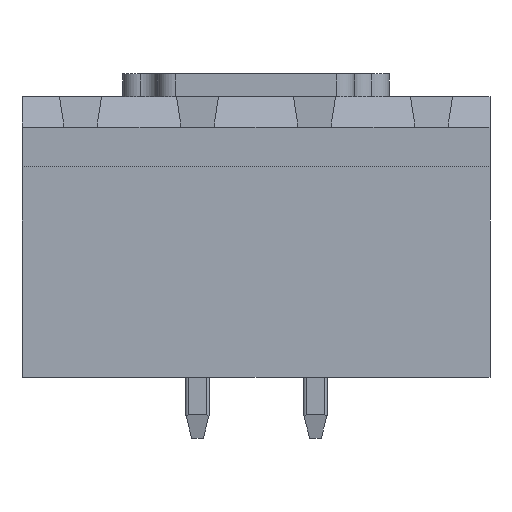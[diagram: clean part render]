
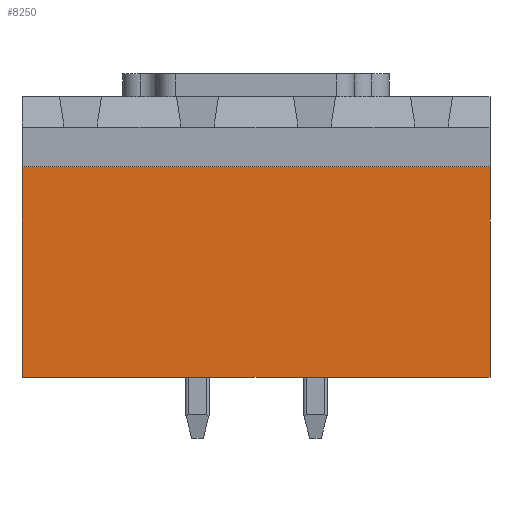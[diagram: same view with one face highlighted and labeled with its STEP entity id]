
A CAD part, front view. The second image highlights one B-rep face of the part: STEP entity #8250.
In plain terms, the highlighted planar face has unit normal (0, -1, 0).
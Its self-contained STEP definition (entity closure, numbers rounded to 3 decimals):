
#314=LINE('',#11832,#1236);
#464=LINE('',#12163,#1386);
#466=LINE('',#12167,#1388);
#467=LINE('',#12168,#1389);
#1236=VECTOR('',#9492,1000.);
#1386=VECTOR('',#9720,1000.);
#1388=VECTOR('',#9724,1000.);
#1389=VECTOR('',#9725,1000.);
#2367=ORIENTED_EDGE('',*,*,#4796,.T.);
#2368=ORIENTED_EDGE('',*,*,#4798,.F.);
#2369=ORIENTED_EDGE('',*,*,#4629,.T.);
#2370=ORIENTED_EDGE('',*,*,#4799,.F.);
#4629=EDGE_CURVE('',#5861,#5860,#314,.T.);
#4796=EDGE_CURVE('',#5995,#5994,#464,.T.);
#4798=EDGE_CURVE('',#5861,#5994,#466,.T.);
#4799=EDGE_CURVE('',#5995,#5860,#467,.T.);
#5860=VERTEX_POINT('',#11831);
#5861=VERTEX_POINT('',#11833);
#5994=VERTEX_POINT('',#12162);
#5995=VERTEX_POINT('',#12164);
#6877=EDGE_LOOP('',(#2367,#2368,#2369,#2370));
#7395=FACE_BOUND('',#6877,.T.);
#7899=PLANE('',#8791);
#8250=ADVANCED_FACE('',(#7395),#7899,.T.);
#8791=AXIS2_PLACEMENT_3D('',#12166,#9722,#9723);
#9492=DIRECTION('',(1.,0.,0.));
#9720=DIRECTION('',(-1.,0.,0.));
#9722=DIRECTION('',(0.,-1.,0.));
#9723=DIRECTION('',(0.,0.,-1.));
#9724=DIRECTION('',(0.,0.,1.));
#9725=DIRECTION('',(0.,0.,-1.));
#11831=CARTESIAN_POINT('',(10.,0.7,-6.));
#11832=CARTESIAN_POINT('',(-5.,0.7,-6.));
#11833=CARTESIAN_POINT('',(-10.,0.7,-6.));
#12162=CARTESIAN_POINT('',(-10.,0.7,3.));
#12163=CARTESIAN_POINT('',(5.,0.7,3.));
#12164=CARTESIAN_POINT('',(10.,0.7,3.));
#12166=CARTESIAN_POINT('',(0.,0.7,0.));
#12167=CARTESIAN_POINT('',(-10.,0.7,-6.));
#12168=CARTESIAN_POINT('',(10.,0.7,-6.));
